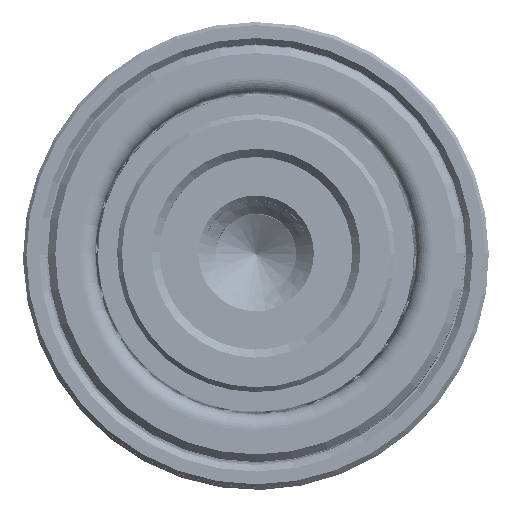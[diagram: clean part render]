
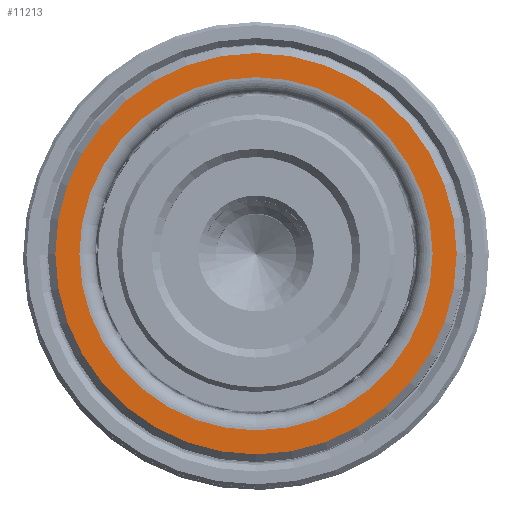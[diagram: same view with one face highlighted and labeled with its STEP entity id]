
A CAD part, top view. The second image highlights one B-rep face of the part: STEP entity #11213.
In plain terms, the highlighted planar face has unit normal (0, 0, 1).
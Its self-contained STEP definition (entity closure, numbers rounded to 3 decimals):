
#1980 = AXIS2_PLACEMENT_3D ( 'NONE', #17767, #38955, #20825 ) ;
#2254 = CIRCLE ( 'NONE', #1980, 11. ) ;
#4514 = EDGE_CURVE ( 'NONE', #4916, #39022, #11521, .T. ) ;
#4767 = AXIS2_PLACEMENT_3D ( 'NONE', #29933, #11841, #32976 ) ;
#4916 = VERTEX_POINT ( 'NONE', #14952 ) ;
#6057 = CIRCLE ( 'NONE', #35543, 12.5 ) ;
#6214 = ORIENTED_EDGE ( 'NONE', *, *, #25512, .T. ) ;
#6825 = CARTESIAN_POINT ( 'NONE',  ( -12.5, 0., 40. ) ) ;
#7739 = EDGE_LOOP ( 'NONE', ( #12266, #38242 ) ) ;
#7757 = AXIS2_PLACEMENT_3D ( 'NONE', #30368, #36470, #18335 ) ;
#8855 = VERTEX_POINT ( 'NONE', #17701 ) ;
#9465 = CARTESIAN_POINT ( 'NONE',  ( 11., 0., 40. ) ) ;
#10899 = FACE_BOUND ( 'NONE', #7739, .T. ) ;
#10947 = DIRECTION ( 'NONE',  ( 0., 0., 1. ) ) ;
#11213 = ADVANCED_FACE ( 'NONE', ( #10899, #19878 ), #27329, .T. ) ;
#11521 = CIRCLE ( 'NONE', #4767, 11. ) ;
#11841 = DIRECTION ( 'NONE',  ( 0., 0., -1. ) ) ;
#12266 = ORIENTED_EDGE ( 'NONE', *, *, #29531, .T. ) ;
#13768 = CARTESIAN_POINT ( 'NONE',  ( 0., 0., 40. ) ) ;
#14952 = CARTESIAN_POINT ( 'NONE',  ( -11., 0., 40. ) ) ;
#16790 = DIRECTION ( 'NONE',  ( 1., 0., 0. ) ) ;
#17701 = CARTESIAN_POINT ( 'NONE',  ( 12.5, 0., 40. ) ) ;
#17767 = CARTESIAN_POINT ( 'NONE',  ( 0., 0., 40. ) ) ;
#18335 = DIRECTION ( 'NONE',  ( 1., 0., 0. ) ) ;
#18718 = CIRCLE ( 'NONE', #28596, 12.5 ) ;
#19878 = FACE_OUTER_BOUND ( 'NONE', #30747, .T. ) ;
#20148 = ORIENTED_EDGE ( 'NONE', *, *, #31570, .T. ) ;
#20825 = DIRECTION ( 'NONE',  ( 1., 0., 0. ) ) ;
#25512 = EDGE_CURVE ( 'NONE', #34135, #8855, #6057, .T. ) ;
#27329 = PLANE ( 'NONE',  #7757 ) ;
#28596 = AXIS2_PLACEMENT_3D ( 'NONE', #29025, #10947, #32059 ) ;
#29025 = CARTESIAN_POINT ( 'NONE',  ( 0., 0., 40. ) ) ;
#29531 = EDGE_CURVE ( 'NONE', #39022, #4916, #2254, .T. ) ;
#29933 = CARTESIAN_POINT ( 'NONE',  ( 0., 0., 40. ) ) ;
#30368 = CARTESIAN_POINT ( 'NONE',  ( 0., 0., 40. ) ) ;
#30747 = EDGE_LOOP ( 'NONE', ( #6214, #20148 ) ) ;
#31570 = EDGE_CURVE ( 'NONE', #8855, #34135, #18718, .T. ) ;
#32059 = DIRECTION ( 'NONE',  ( 1., 0., 0. ) ) ;
#32976 = DIRECTION ( 'NONE',  ( 1., 0., 0. ) ) ;
#34135 = VERTEX_POINT ( 'NONE', #6825 ) ;
#34918 = DIRECTION ( 'NONE',  ( 0., 0., 1. ) ) ;
#35543 = AXIS2_PLACEMENT_3D ( 'NONE', #13768, #34918, #16790 ) ;
#36470 = DIRECTION ( 'NONE',  ( 0., 0., 1. ) ) ;
#38242 = ORIENTED_EDGE ( 'NONE', *, *, #4514, .T. ) ;
#38955 = DIRECTION ( 'NONE',  ( 0., 0., -1. ) ) ;
#39022 = VERTEX_POINT ( 'NONE', #9465 ) ;
